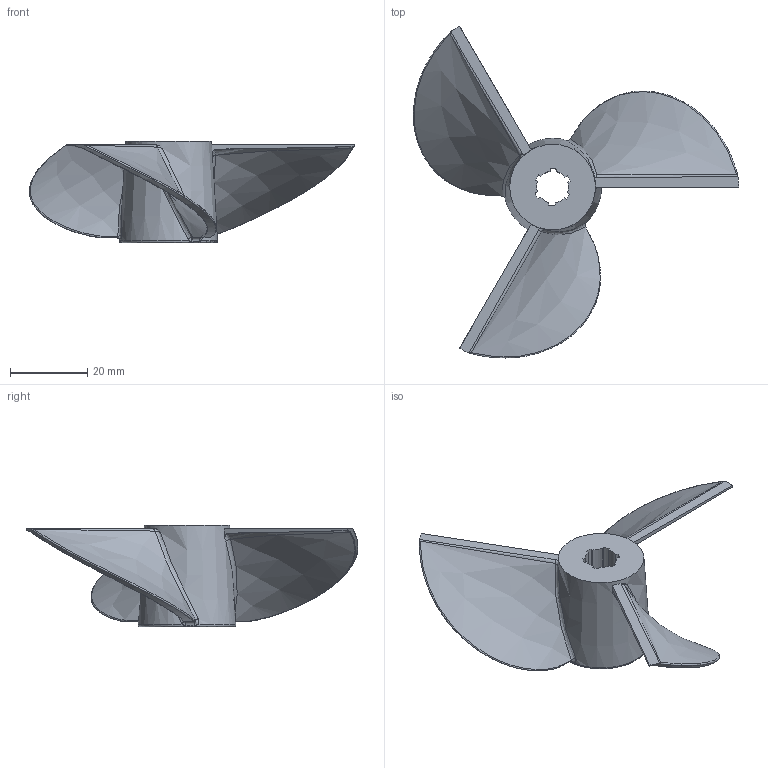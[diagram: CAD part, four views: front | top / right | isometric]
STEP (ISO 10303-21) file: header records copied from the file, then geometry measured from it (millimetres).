
FILE_DESCRIPTION((''),'2;1');
FILE_NAME('Nick''Propeller Blade.stp','2012-07-10T21:41:11',('Nick'),(''),'Autodesk Inventor 2011','Autodesk Inventor 2011','');
FILE_SCHEMA(('AUTOMOTIVE_DESIGN { 1 0 10303 214 1 1 1 1 }'));
Length unit declared in the file: millimetre
Products named in the file (1): Propeller Blade
Bounding box: 84.22 x 85.98 x 26.4 mm (x, y, z)
Volume: 16066.2 mm3; surface area: 9921.4 mm2
Topology: 1 solids, 1 shells, 114 faces, 291 edges, 175 vertices
Faces by surface type: bspline 61, plane 26, torus 13, cylinder 12, cone 2
Entity records: 7033 total; most frequent: CARTESIAN_POINT 4668, ORIENTED_EDGE 568, DIRECTION 395, EDGE_CURVE 284, VERTEX_POINT 174, AXIS2_PLACEMENT_3D 169, CIRCLE 116, EDGE_LOOP 116
